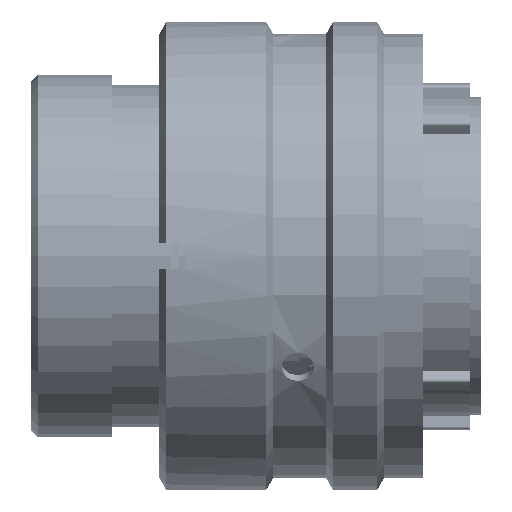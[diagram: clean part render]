
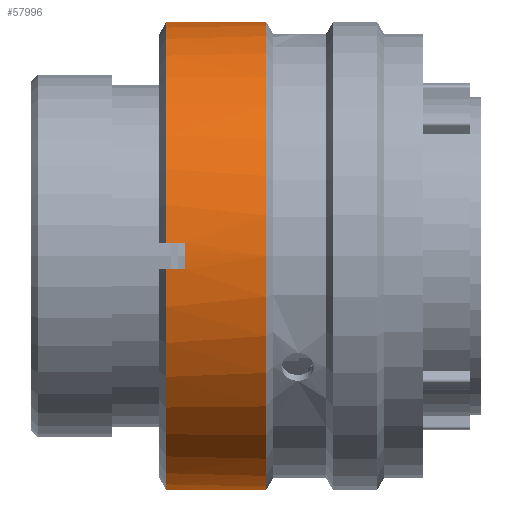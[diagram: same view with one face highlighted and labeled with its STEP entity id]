
A CAD part, front view. The second image highlights one B-rep face of the part: STEP entity #57996.
In plain terms, the highlighted cylindrical face has radius 17.35 mm (diameter 34.7 mm), a partial arc.
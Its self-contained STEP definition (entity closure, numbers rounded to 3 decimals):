
#2206 = VERTEX_POINT ( 'NONE', #10047 ) ;
#2984 = CIRCLE ( 'NONE', #71293, 17.35 ) ;
#5742 = EDGE_LOOP ( 'NONE', ( #26603, #144988, #126829, #131851, #153929, #118419, #64427, #104278, #52683, #110537, #64097, #36090 ) ) ;
#8445 = CARTESIAN_POINT ( 'NONE',  ( 17.44, 0., 0. ) ) ;
#10047 = CARTESIAN_POINT ( 'NONE',  ( 11.42, -17.321, -1. ) ) ;
#10348 = CARTESIAN_POINT ( 'NONE',  ( 10.02, 0., 0. ) ) ;
#10873 = EDGE_CURVE ( 'NONE', #2206, #27672, #13439, .T. ) ;
#13439 = LINE ( 'NONE', #64115, #104006 ) ;
#13751 = VERTEX_POINT ( 'NONE', #85577 ) ;
#15493 = CIRCLE ( 'NONE', #25509, 17.35 ) ;
#15721 = EDGE_CURVE ( 'NONE', #91603, #87016, #42091, .T. ) ;
#16229 = DIRECTION ( 'NONE',  ( 0., 0., -1. ) ) ;
#16998 = DIRECTION ( 'NONE',  ( 1., 0., 0. ) ) ;
#18802 = EDGE_CURVE ( 'NONE', #63248, #85561, #140726, .T. ) ;
#19104 = VECTOR ( 'NONE', #138259, 1000. ) ;
#24298 = CARTESIAN_POINT ( 'NONE',  ( 11.42, 0., 0. ) ) ;
#24569 = CARTESIAN_POINT ( 'NONE',  ( 11.42, 0., 17.35 ) ) ;
#24720 = DIRECTION ( 'NONE',  ( -1., 0., 0. ) ) ;
#25509 = AXIS2_PLACEMENT_3D ( 'NONE', #24298, #109246, #145083 ) ;
#26603 = ORIENTED_EDGE ( 'NONE', *, *, #41729, .F. ) ;
#27672 = VERTEX_POINT ( 'NONE', #134563 ) ;
#31146 = CARTESIAN_POINT ( 'NONE',  ( 11.42, -1., -17.321 ) ) ;
#32404 = LINE ( 'NONE', #116622, #143890 ) ;
#33263 = DIRECTION ( 'NONE',  ( 1., 0., 0. ) ) ;
#34292 = AXIS2_PLACEMENT_3D ( 'NONE', #39005, #52430, #113625 ) ;
#35528 = CARTESIAN_POINT ( 'NONE',  ( 29.07, 0., -17.35 ) ) ;
#36090 = ORIENTED_EDGE ( 'NONE', *, *, #72875, .F. ) ;
#36629 = CARTESIAN_POINT ( 'NONE',  ( 29.07, -1., 17.321 ) ) ;
#39005 = CARTESIAN_POINT ( 'NONE',  ( 11.42, 0., 0. ) ) ;
#39900 = VECTOR ( 'NONE', #78884, 1000. ) ;
#41633 = AXIS2_PLACEMENT_3D ( 'NONE', #115680, #125323, #54474 ) ;
#41729 = EDGE_CURVE ( 'NONE', #135224, #138328, #32404, .T. ) ;
#42091 = LINE ( 'NONE', #149370, #19104 ) ;
#44346 = DIRECTION ( 'NONE',  ( 1., 0., 0. ) ) ;
#48485 = VERTEX_POINT ( 'NONE', #90767 ) ;
#51689 = DIRECTION ( 'NONE',  ( 1., 0., 0. ) ) ;
#51895 = CARTESIAN_POINT ( 'NONE',  ( 29.07, -1., -17.321 ) ) ;
#52430 = DIRECTION ( 'NONE',  ( 1., 0., 0. ) ) ;
#52683 = ORIENTED_EDGE ( 'NONE', *, *, #145179, .T. ) ;
#54474 = DIRECTION ( 'NONE',  ( 0., 0., 1. ) ) ;
#57996 = ADVANCED_FACE ( 'NONE', ( #147881 ), #90595, .T. ) ;
#58590 = CIRCLE ( 'NONE', #84020, 17.35 ) ;
#63248 = VERTEX_POINT ( 'NONE', #105975 ) ;
#63434 = VERTEX_POINT ( 'NONE', #31146 ) ;
#64097 = ORIENTED_EDGE ( 'NONE', *, *, #18802, .T. ) ;
#64115 = CARTESIAN_POINT ( 'NONE',  ( 29.07, -17.321, -1. ) ) ;
#64427 = ORIENTED_EDGE ( 'NONE', *, *, #10873, .T. ) ;
#65395 = LINE ( 'NONE', #51895, #39900 ) ;
#71293 = AXIS2_PLACEMENT_3D ( 'NONE', #100348, #16998, #16229 ) ;
#72395 = EDGE_CURVE ( 'NONE', #27672, #48485, #58590, .T. ) ;
#72875 = EDGE_CURVE ( 'NONE', #138328, #85561, #111925, .T. ) ;
#75249 = EDGE_CURVE ( 'NONE', #87016, #2206, #143486, .T. ) ;
#75998 = DIRECTION ( 'NONE',  ( -1., 0., 0. ) ) ;
#77617 = AXIS2_PLACEMENT_3D ( 'NONE', #139098, #51689, #115204 ) ;
#78884 = DIRECTION ( 'NONE',  ( 1., 0., 0. ) ) ;
#84020 = AXIS2_PLACEMENT_3D ( 'NONE', #10348, #33263, #107146 ) ;
#85049 = EDGE_CURVE ( 'NONE', #85636, #91603, #2984, .T. ) ;
#85561 = VERTEX_POINT ( 'NONE', #102284 ) ;
#85577 = CARTESIAN_POINT ( 'NONE',  ( 11.42, -1., 17.321 ) ) ;
#85636 = VERTEX_POINT ( 'NONE', #89594 ) ;
#87016 = VERTEX_POINT ( 'NONE', #93292 ) ;
#89594 = CARTESIAN_POINT ( 'NONE',  ( 10.02, -1., 17.321 ) ) ;
#89863 = EDGE_CURVE ( 'NONE', #13751, #85636, #145490, .T. ) ;
#90595 = CYLINDRICAL_SURFACE ( 'NONE', #77617, 17.35 ) ;
#90767 = CARTESIAN_POINT ( 'NONE',  ( 10.02, -1., -17.321 ) ) ;
#91603 = VERTEX_POINT ( 'NONE', #132665 ) ;
#93292 = CARTESIAN_POINT ( 'NONE',  ( 11.42, -17.321, 1. ) ) ;
#96009 = VECTOR ( 'NONE', #24720, 1000. ) ;
#100348 = CARTESIAN_POINT ( 'NONE',  ( 10.02, 0., 0. ) ) ;
#102284 = CARTESIAN_POINT ( 'NONE',  ( 17.44, 0., -17.35 ) ) ;
#104006 = VECTOR ( 'NONE', #75998, 1000. ) ;
#104278 = ORIENTED_EDGE ( 'NONE', *, *, #72395, .T. ) ;
#105975 = CARTESIAN_POINT ( 'NONE',  ( 11.42, 0., -17.35 ) ) ;
#107146 = DIRECTION ( 'NONE',  ( 0., 0., -1. ) ) ;
#109246 = DIRECTION ( 'NONE',  ( 1., 0., 0. ) ) ;
#110137 = CARTESIAN_POINT ( 'NONE',  ( 17.44, 0., 17.35 ) ) ;
#110537 = ORIENTED_EDGE ( 'NONE', *, *, #148631, .T. ) ;
#111925 = CIRCLE ( 'NONE', #132244, 17.35 ) ;
#113625 = DIRECTION ( 'NONE',  ( 0., 0., 1. ) ) ;
#115204 = DIRECTION ( 'NONE',  ( 0., 0., -1. ) ) ;
#115680 = CARTESIAN_POINT ( 'NONE',  ( 11.42, 0., 0. ) ) ;
#116622 = CARTESIAN_POINT ( 'NONE',  ( 29.07, 0., 17.35 ) ) ;
#118419 = ORIENTED_EDGE ( 'NONE', *, *, #75249, .T. ) ;
#125323 = DIRECTION ( 'NONE',  ( 1., 0., 0. ) ) ;
#125380 = CIRCLE ( 'NONE', #41633, 17.35 ) ;
#126145 = EDGE_CURVE ( 'NONE', #135224, #13751, #125380, .T. ) ;
#126829 = ORIENTED_EDGE ( 'NONE', *, *, #89863, .T. ) ;
#128805 = DIRECTION ( 'NONE',  ( 1., 0., 0. ) ) ;
#131851 = ORIENTED_EDGE ( 'NONE', *, *, #85049, .T. ) ;
#131877 = VECTOR ( 'NONE', #128805, 1000. ) ;
#132244 = AXIS2_PLACEMENT_3D ( 'NONE', #8445, #142613, #141819 ) ;
#132665 = CARTESIAN_POINT ( 'NONE',  ( 10.02, -17.321, 1. ) ) ;
#134563 = CARTESIAN_POINT ( 'NONE',  ( 10.02, -17.321, -1. ) ) ;
#135224 = VERTEX_POINT ( 'NONE', #24569 ) ;
#138259 = DIRECTION ( 'NONE',  ( 1., 0., 0. ) ) ;
#138328 = VERTEX_POINT ( 'NONE', #110137 ) ;
#139098 = CARTESIAN_POINT ( 'NONE',  ( 29.07, 0., 0. ) ) ;
#140726 = LINE ( 'NONE', #35528, #131877 ) ;
#141819 = DIRECTION ( 'NONE',  ( 0., 0., -1. ) ) ;
#142613 = DIRECTION ( 'NONE',  ( 1., 0., 0. ) ) ;
#143486 = CIRCLE ( 'NONE', #34292, 17.35 ) ;
#143890 = VECTOR ( 'NONE', #44346, 1000. ) ;
#144988 = ORIENTED_EDGE ( 'NONE', *, *, #126145, .T. ) ;
#145083 = DIRECTION ( 'NONE',  ( 0., 0., 1. ) ) ;
#145179 = EDGE_CURVE ( 'NONE', #48485, #63434, #65395, .T. ) ;
#145490 = LINE ( 'NONE', #36629, #96009 ) ;
#147881 = FACE_OUTER_BOUND ( 'NONE', #5742, .T. ) ;
#148631 = EDGE_CURVE ( 'NONE', #63434, #63248, #15493, .T. ) ;
#149370 = CARTESIAN_POINT ( 'NONE',  ( 29.07, -17.321, 1. ) ) ;
#153929 = ORIENTED_EDGE ( 'NONE', *, *, #15721, .T. ) ;
